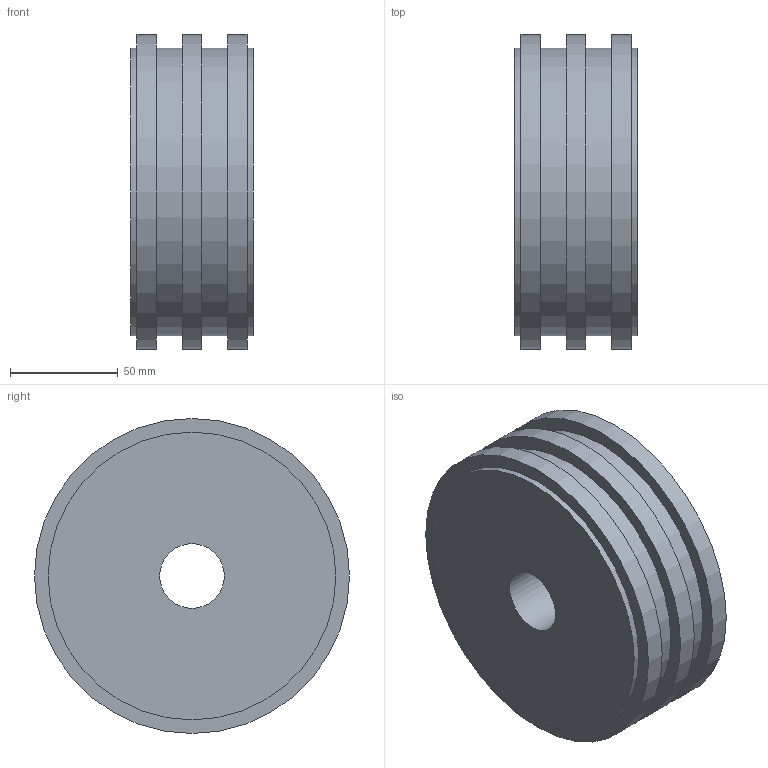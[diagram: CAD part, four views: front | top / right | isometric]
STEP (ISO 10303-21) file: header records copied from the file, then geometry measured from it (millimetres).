
FILE_DESCRIPTION (( 'STEP AP214' ), '1' );
FILE_NAME ('Part 7 Piston.STEP', '2025-04-02T10:41:04', ( '' ), ( '' ), 'SwSTEP 2.0', 'SolidWorks 2025', '' );
FILE_SCHEMA (( 'AUTOMOTIVE_DESIGN' ));
Length unit declared in the file: millimetre
Products named in the file (1): Part 7 Piston
Bounding box: 57 x 146.05 x 146.05 mm (x, y, z)
Volume: 831024.3 mm3; surface area: 73568.3 mm2
Topology: 1 solids, 1 shells, 16 faces, 24 edges, 16 vertices
Faces by surface type: plane 8, cylinder 8
Full cylindrical faces by diameter (mm): 30 x1, 133.35 x4, 146.05 x3
Entity records: 351 total; most frequent: DIRECTION 66, CARTESIAN_POINT 49, AXIS2_PLACEMENT_3D 33, ORIENTED_EDGE 32, EDGE_LOOP 32, FACE_OUTER_BOUND 24, VERTEX_POINT 16, EDGE_CURVE 16
